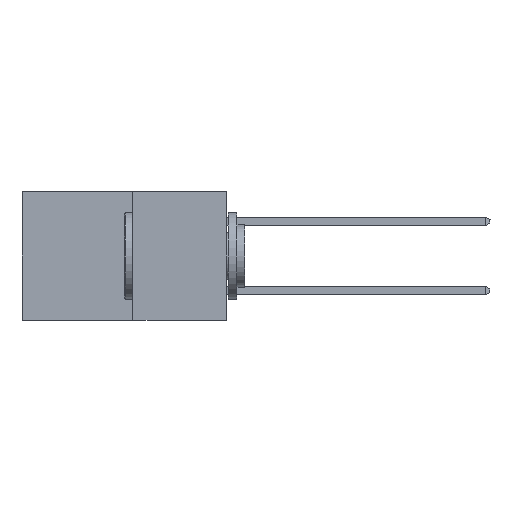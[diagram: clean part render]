
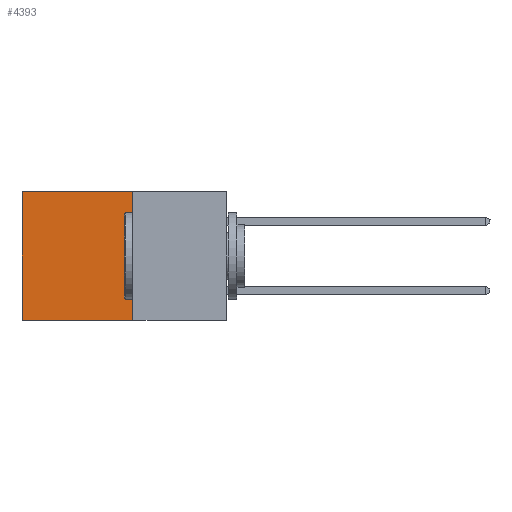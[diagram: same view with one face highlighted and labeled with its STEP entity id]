
A CAD part, left-side view. The second image highlights one B-rep face of the part: STEP entity #4393.
In plain terms, the highlighted planar face has unit normal (-1, 0, 0).
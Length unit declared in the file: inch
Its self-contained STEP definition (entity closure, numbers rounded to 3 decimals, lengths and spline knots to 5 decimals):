
#1066 = VECTOR ( 'NONE', #4562, 39.37008 ) ;
#1271 = LINE ( 'NONE', #14101, #2006 ) ;
#1351 = VERTEX_POINT ( 'NONE', #12494 ) ;
#1640 = VERTEX_POINT ( 'NONE', #2701 ) ;
#2006 = VECTOR ( 'NONE', #4657, 39.37008 ) ;
#2069 = VECTOR ( 'NONE', #7649, 39.37008 ) ;
#2701 = CARTESIAN_POINT ( 'NONE',  ( 0.277, 0.59, 0. ) ) ;
#2798 = EDGE_CURVE ( 'NONE', #1351, #1640, #13273, .T. ) ;
#4029 = VERTEX_POINT ( 'NONE', #5333 ) ;
#4393 = ADVANCED_FACE ( 'NONE', ( #8360 ), #15000, .F. ) ;
#4562 = DIRECTION ( 'NONE',  ( 0., 1., 0. ) ) ;
#4625 = ORIENTED_EDGE ( 'NONE', *, *, #5367, .T. ) ;
#4633 = ORIENTED_EDGE ( 'NONE', *, *, #2798, .T. ) ;
#4657 = DIRECTION ( 'NONE',  ( 0., 1., 0. ) ) ;
#5333 = CARTESIAN_POINT ( 'NONE',  ( 0.277, 0.59, -0.37 ) ) ;
#5367 = EDGE_CURVE ( 'NONE', #1640, #4029, #13479, .T. ) ;
#6449 = ORIENTED_EDGE ( 'NONE', *, *, #10336, .F. ) ;
#6807 = AXIS2_PLACEMENT_3D ( 'NONE', #14930, #14881, #14845 ) ;
#7581 = VECTOR ( 'NONE', #7857, 39.37008 ) ;
#7649 = DIRECTION ( 'NONE',  ( 0., 0., -1. ) ) ;
#7694 = CARTESIAN_POINT ( 'NONE',  ( 0.277, 0.27, -0.37 ) ) ;
#7857 = DIRECTION ( 'NONE',  ( 0., 0., -1. ) ) ;
#7926 = CARTESIAN_POINT ( 'NONE',  ( 0.277, 0.59, -0.37 ) ) ;
#8360 = FACE_OUTER_BOUND ( 'NONE', #11141, .T. ) ;
#8380 = LINE ( 'NONE', #7694, #2069 ) ;
#8756 = CARTESIAN_POINT ( 'NONE',  ( 0.277, 0.27, -0.37 ) ) ;
#9130 = VERTEX_POINT ( 'NONE', #8756 ) ;
#9136 = ORIENTED_EDGE ( 'NONE', *, *, #13228, .F. ) ;
#10336 = EDGE_CURVE ( 'NONE', #1351, #9130, #8380, .T. ) ;
#10547 = CARTESIAN_POINT ( 'NONE',  ( 0.277, 0.27, 0. ) ) ;
#11141 = EDGE_LOOP ( 'NONE', ( #4625, #9136, #6449, #4633 ) ) ;
#12494 = CARTESIAN_POINT ( 'NONE',  ( 0.277, 0.27, 0. ) ) ;
#13228 = EDGE_CURVE ( 'NONE', #9130, #4029, #1271, .T. ) ;
#13273 = LINE ( 'NONE', #10547, #1066 ) ;
#13479 = LINE ( 'NONE', #7926, #7581 ) ;
#14101 = CARTESIAN_POINT ( 'NONE',  ( 0.277, 0.27, -0.37 ) ) ;
#14845 = DIRECTION ( 'NONE',  ( 0., 0., -1. ) ) ;
#14881 = DIRECTION ( 'NONE',  ( 1., 0., 0. ) ) ;
#14930 = CARTESIAN_POINT ( 'NONE',  ( 0.277, 0.27, -0.37 ) ) ;
#15000 = PLANE ( 'NONE',  #6807 ) ;
